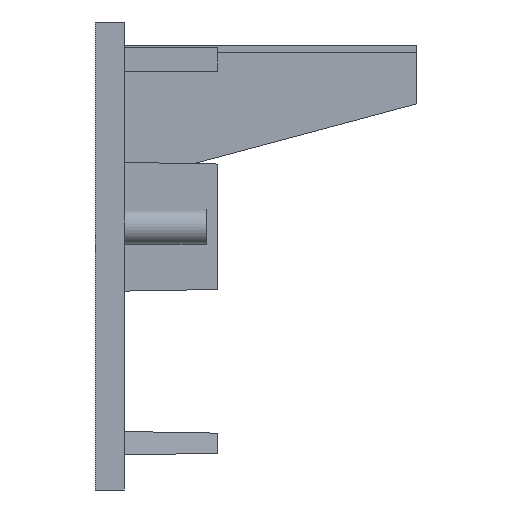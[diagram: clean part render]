
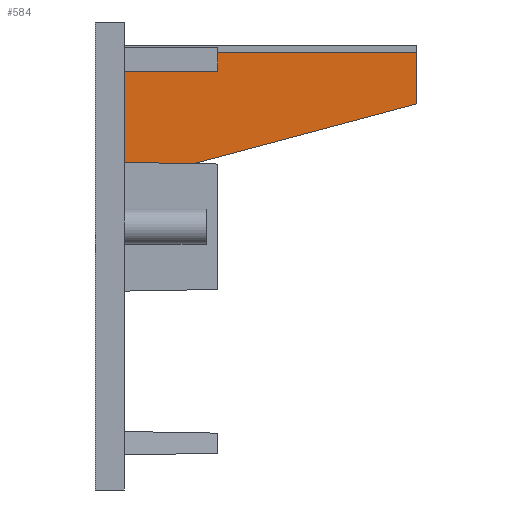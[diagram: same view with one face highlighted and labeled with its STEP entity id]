
A CAD part, left-side view. The second image highlights one B-rep face of the part: STEP entity #584.
In plain terms, the highlighted planar face has unit normal (-1, 0, 0).
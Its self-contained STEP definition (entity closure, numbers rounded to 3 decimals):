
#21 = CARTESIAN_POINT ( 'NONE',  ( -5.45, -26.25, 13. ) ) ;
#54 = VERTEX_POINT ( 'NONE', #1056 ) ;
#60 = LINE ( 'NONE', #1885, #253 ) ;
#105 = CARTESIAN_POINT ( 'NONE',  ( -5.45, -1.25, 17.4 ) ) ;
#131 = FACE_OUTER_BOUND ( 'NONE', #1509, .T. ) ;
#163 = LINE ( 'NONE', #1099, #348 ) ;
#253 = VECTOR ( 'NONE', #1273, 1000. ) ;
#273 = ORIENTED_EDGE ( 'NONE', *, *, #1586, .F. ) ;
#348 = VECTOR ( 'NONE', #1388, 1000. ) ;
#360 = EDGE_CURVE ( 'NONE', #1326, #653, #397, .T. ) ;
#384 = CARTESIAN_POINT ( 'NONE',  ( -5.45, -1.25, 17.4 ) ) ;
#397 = LINE ( 'NONE', #547, #1824 ) ;
#547 = CARTESIAN_POINT ( 'NONE',  ( -5.45, -26.25, 17.4 ) ) ;
#584 = ADVANCED_FACE ( 'NONE', ( #131 ), #623, .F. ) ;
#623 = PLANE ( 'NONE',  #1700 ) ;
#653 = VERTEX_POINT ( 'NONE', #21 ) ;
#843 = LINE ( 'NONE', #384, #1704 ) ;
#894 = DIRECTION ( 'NONE',  ( 0., 0., -1. ) ) ;
#971 = ORIENTED_EDGE ( 'NONE', *, *, #360, .F. ) ;
#1045 = DIRECTION ( 'NONE',  ( 1., 0., 0. ) ) ;
#1056 = CARTESIAN_POINT ( 'NONE',  ( -5.45, -1.25, 6.301 ) ) ;
#1099 = CARTESIAN_POINT ( 'NONE',  ( -5.45, -26.25, 17.4 ) ) ;
#1167 = EDGE_CURVE ( 'NONE', #1357, #54, #843, .T. ) ;
#1244 = CARTESIAN_POINT ( 'NONE',  ( -5.45, -26.25, 17.4 ) ) ;
#1273 = DIRECTION ( 'NONE',  ( 0., 0.966, -0.259 ) ) ;
#1326 = VERTEX_POINT ( 'NONE', #1621 ) ;
#1357 = VERTEX_POINT ( 'NONE', #105 ) ;
#1388 = DIRECTION ( 'NONE',  ( 0., 1., 0. ) ) ;
#1431 = DIRECTION ( 'NONE',  ( 0., 0., -1. ) ) ;
#1509 = EDGE_LOOP ( 'NONE', ( #1642, #273, #971, #1944 ) ) ;
#1534 = EDGE_CURVE ( 'NONE', #1326, #1357, #163, .T. ) ;
#1586 = EDGE_CURVE ( 'NONE', #653, #54, #60, .T. ) ;
#1621 = CARTESIAN_POINT ( 'NONE',  ( -5.45, -26.25, 17.4 ) ) ;
#1642 = ORIENTED_EDGE ( 'NONE', *, *, #1167, .T. ) ;
#1700 = AXIS2_PLACEMENT_3D ( 'NONE', #1244, #1045, #894 ) ;
#1704 = VECTOR ( 'NONE', #1431, 1000. ) ;
#1824 = VECTOR ( 'NONE', #1922, 1000. ) ;
#1885 = CARTESIAN_POINT ( 'NONE',  ( -5.45, -26.25, 13. ) ) ;
#1922 = DIRECTION ( 'NONE',  ( 0., 0., -1. ) ) ;
#1944 = ORIENTED_EDGE ( 'NONE', *, *, #1534, .T. ) ;
